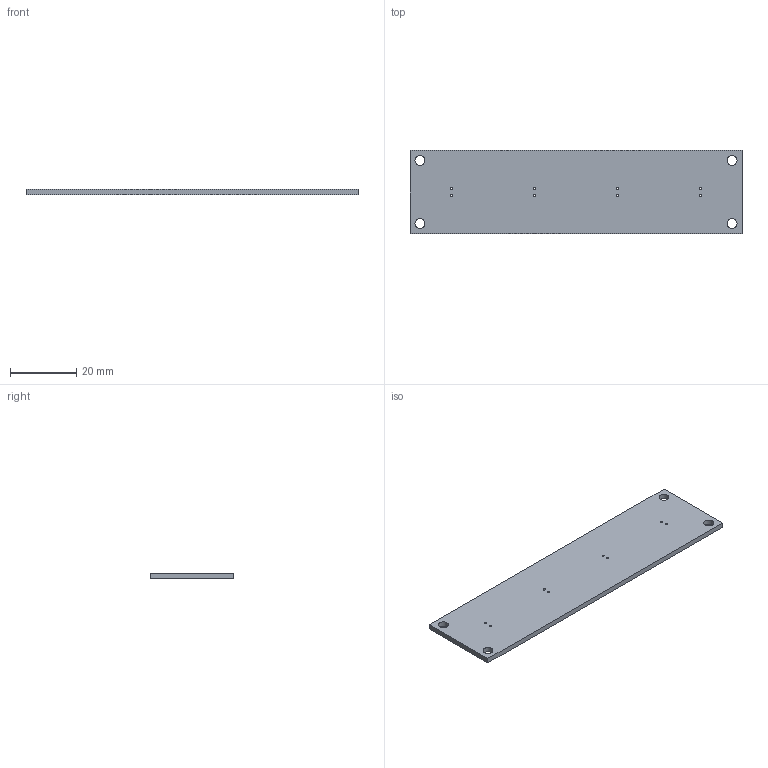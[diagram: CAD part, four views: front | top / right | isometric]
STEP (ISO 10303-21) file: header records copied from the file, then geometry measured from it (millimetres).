
FILE_DESCRIPTION(('for SolidWorks'),'2;1');
FILE_NAME('4L.step', '2019-11-26T21:03:25',('guilhermemartins'),(''), 'Open CASCADE STEP processor 6.6','DipTrace','Unknown');
FILE_SCHEMA(('AUTOMOTIVE_DESIGN { 1 0 10303 214 1 1 1 1 }'));
Length unit declared in the file: millimetre
Products named in the file (2): PCB_4L; Board_4L
Assembly tree (1 placements, depth 2):
  PCB_4L
    Board_4L
Bounding box: 100 x 25 x 1.59 mm (x, y, z)
Volume: 3925 mm3; surface area: 5421.1 mm2
Topology: 1 solids, 1 shells, 18 faces, 48 edges, 32 vertices
Faces by surface type: cylinder 12, plane 6
Full cylindrical faces by diameter (mm): 0.635 x8, 3 x4
Entity records: 661 total; most frequent: DIRECTION 112, CARTESIAN_POINT 100, ORIENTED_EDGE 96, EDGE_CURVE 48, AXIS2_PLACEMENT_3D 44, FACE_BOUND 42, EDGE_LOOP 42, VERTEX_POINT 32
